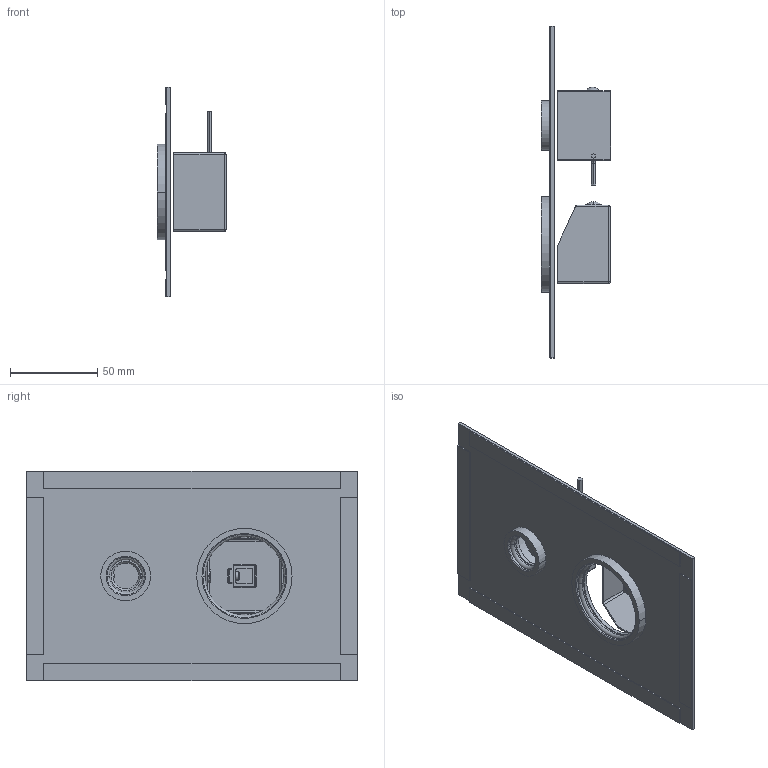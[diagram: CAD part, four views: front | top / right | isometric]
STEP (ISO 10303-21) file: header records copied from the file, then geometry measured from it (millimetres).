
FILE_DESCRIPTION((''),'2;1');
FILE_NAME('LEC019CR-MEST_ASM','2021-01-29T16:42:18',('stefano.gianpani'),('PAFFONI SpA'),'CREO PARAMETRIC BY PTC INC, 2020044','CREO PARAMETRIC BY PTC INC, 2020044','');
FILE_SCHEMA(('CONFIG_CONTROL_DESIGN','SHAPE_APPEARANCE_LAYERS_GROUPS'));
Length unit declared in the file: millimetre
Products named in the file (14): 2041708CR; 592305006A2I; TCF08CRTE; CHBR25; 8001113CR_ASM; 4061169CRI_AF1; 2092467_AF3; 2092468_AF2; 2091415; 2091417; 2042488GR; 2041560GR; 2091105CRN; LEC019CR-MEST_ASM
Assembly tree (15 placements, depth 3):
  LEC019CR-MEST_ASM
    2041708CR
    8001113CR_ASM
      592305006A2I
      TCF08CRTE
      CHBR25
    4061169CRI_AF1
    2092467_AF3
    2092468_AF2
    2091415  x2
    2091417  x2
    2042488GR
    2041560GR
    2091105CRN
Bounding box: 39.99 x 190 x 120 mm (x, y, z)
Volume: 91736.7 mm3; surface area: 89831.2 mm2
Topology: 14 solids, 18 shells, 299 faces, 684 edges, 424 vertices
Faces by surface type: plane 131, cylinder 102, cone 32, sphere 16, torus 12, bspline 6
Entity records: 11086 total; most frequent: CARTESIAN_POINT 2089, DIRECTION 1478, ORIENTED_EDGE 1290, PRESENTATION_STYLE_ASSIGNMENT 670, STYLED_ITEM 670, CURVE_STYLE 654, EDGE_CURVE 654, AXIS2_PLACEMENT_3D 559
